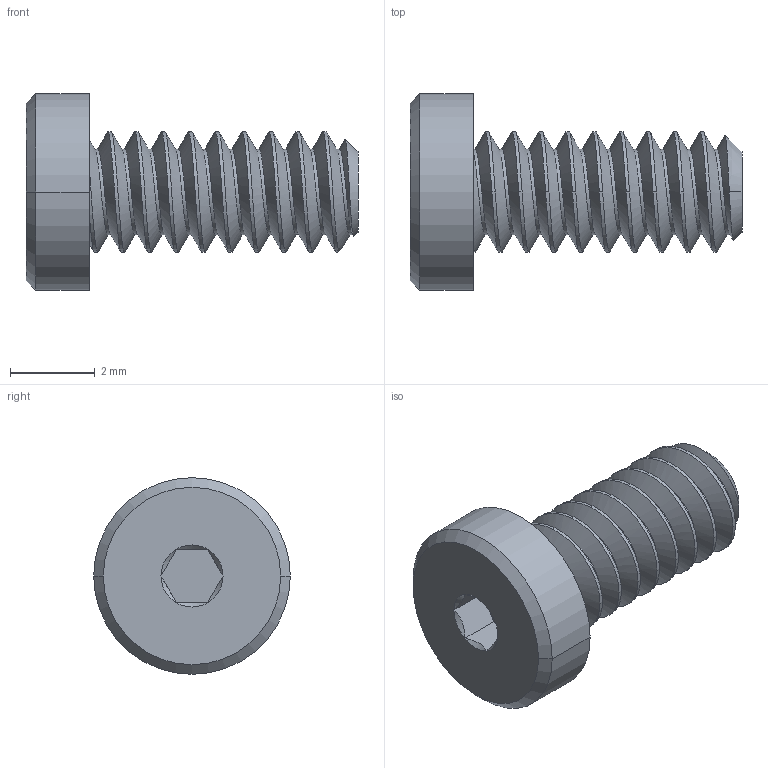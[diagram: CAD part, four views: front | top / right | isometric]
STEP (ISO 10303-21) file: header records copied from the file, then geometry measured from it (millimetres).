
FILE_DESCRIPTION (( 'STEP AP203' ), '1' );
FILE_NAME ('92220A121_Alloy Steel Low-Profile Socket Head Screw.STEP', '2021-07-11T09:18:53', ( 'Administrator' ), ( 'Managed by Terraform' ), 'SwSTEP 2.0', 'SolidWorks 2017', '' );
FILE_SCHEMA (( 'CONFIG_CONTROL_DESIGN' ));
Length unit declared in the file: inch
Products named in the file (1): 92220A121_Alloy Steel Low-Profile Socket Head Screw
Bounding box: 7.85 x 4.65 x 4.65 mm (x, y, z)
Volume: 53.3 mm3; surface area: 140 mm2
Topology: 1 solids, 1 shells, 46 faces, 111 edges, 69 vertices
Faces by surface type: cylinder 22, cone 11, plane 10, bspline 3
Entity records: 2682 total; most frequent: CARTESIAN_POINT 1683, ORIENTED_EDGE 222, DIRECTION 160, EDGE_CURVE 111, VERTEX_POINT 69, AXIS2_PLACEMENT_3D 61, EDGE_LOOP 48, FACE_OUTER_BOUND 46
